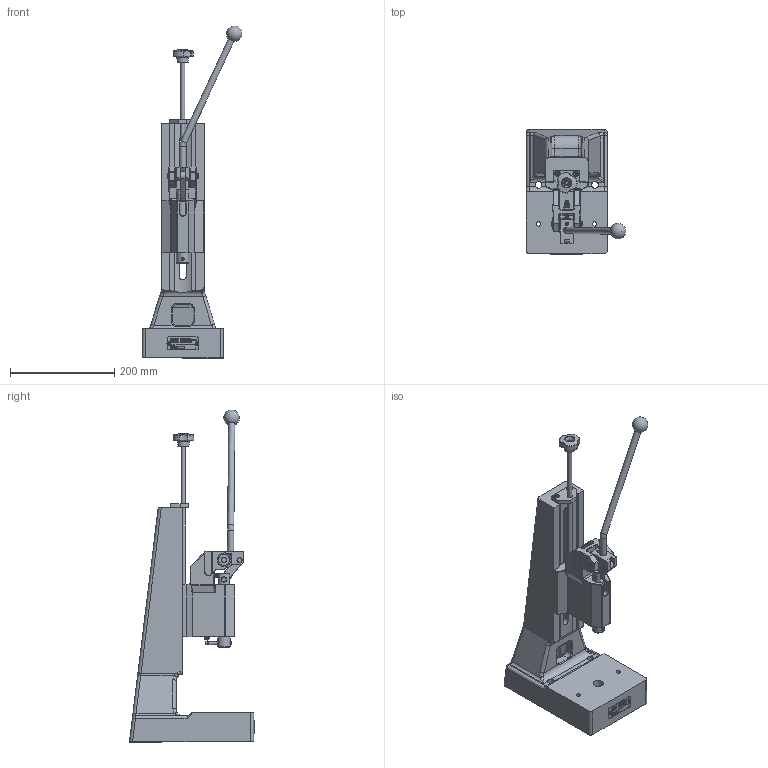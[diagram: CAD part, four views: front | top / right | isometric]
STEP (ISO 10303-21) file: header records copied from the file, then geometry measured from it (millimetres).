
FILE_DESCRIPTION(/* description */ ('CL 750 K weiß'),/* implementation_level */ '2;1');
FILE_NAME(/* name */ 'CL_0750_K.stp',/* time_stamp */ '2021-12-06T09:54:15+01:00',/* author */ ('RFinsterle'),/* organization */ (''),/* preprocessor_version */ 'ST-DEVELOPER v17',/* originating_system */ 'Autodesk Inventor 2018',/* authorisation */ '');
FILE_SCHEMA (('AUTOMOTIVE_DESIGN { 1 0 10303 214 3 1 1 }'));
Products named in the file (5): ENG-005407_V; ENG-005252_V; ENG-005408_V; ENG-000035; ENG-000755
Assembly tree (5 placements, depth 2):
  ENG-005407_V
    ENG-005252_V
    ENG-005408_V
    ENG-000035
    ENG-000755  x2
Bounding box: 191.78 x 240.49 x 638.17 mm (x, y, z)
Volume: 3032310.1 mm3; surface area: 463863.2 mm2
Topology: 8 solids, 8 shells, 3079 faces, 8206 edges, 5283 vertices
Faces by surface type: plane 1350, bspline 1072, cylinder 366, torus 109, cone 96, sphere 86
Full cylindrical faces by diameter (mm): 1 x2, 3 x7, 3.15 x1, 3.3 x2, 4 x3, 4.917 x2, 6 x26, 6.4 x1, 6.5 x2, 8 x2, 8.376 x2, 9.5 x1, 9.98 x2, 10 x6, 10.02 x3, 10.03 x4, 11 x3, 11.98 x2, 12 x5, 13 x4, 18 x2, 20 x1, 24 x1, 40 x2
Entity records: 114553 total; most frequent: CARTESIAN_POINT 41740, ORIENTED_EDGE 16176, DIRECTION 11154, EDGE_CURVE 8088, VERTEX_POINT 5268, LINE 4644, VECTOR 4644, EDGE_LOOP 3350
